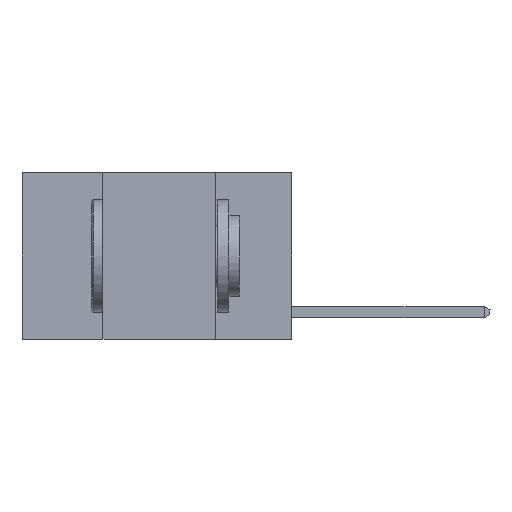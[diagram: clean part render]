
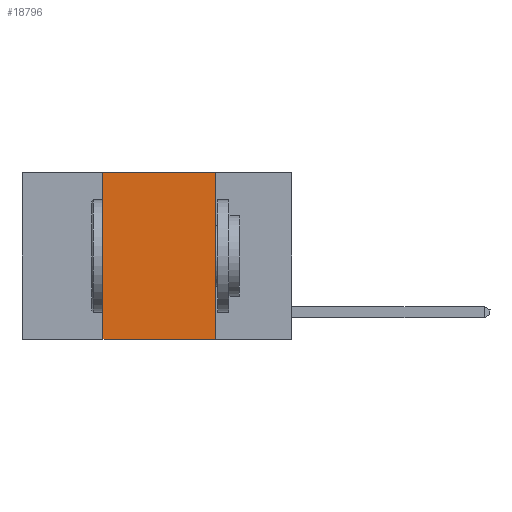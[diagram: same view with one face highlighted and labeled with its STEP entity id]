
A CAD part, left-side view. The second image highlights one B-rep face of the part: STEP entity #18796.
In plain terms, the highlighted planar face has unit normal (-1, 0, 0).
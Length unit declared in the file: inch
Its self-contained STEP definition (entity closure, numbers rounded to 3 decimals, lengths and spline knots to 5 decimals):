
#2059 = EDGE_CURVE ( 'NONE', #10542, #12829, #7229, .T. ) ;
#2113 = DIRECTION ( 'NONE',  ( 1., 0., 0. ) ) ;
#2680 = CARTESIAN_POINT ( 'NONE',  ( 0., 0.17, -0.37 ) ) ;
#2728 = DIRECTION ( 'NONE',  ( 0., 0., 1. ) ) ;
#3183 = EDGE_CURVE ( 'NONE', #3206, #6394, #7544, .T. ) ;
#3206 = VERTEX_POINT ( 'NONE', #11374 ) ;
#3635 = VECTOR ( 'NONE', #14862, 39.37008 ) ;
#3675 = CARTESIAN_POINT ( 'NONE',  ( 0., 0.6, 0. ) ) ;
#3848 = CARTESIAN_POINT ( 'NONE',  ( 0., 0.6, -0.37 ) ) ;
#4010 = CARTESIAN_POINT ( 'NONE',  ( 0., 0.42, 0. ) ) ;
#4435 = LINE ( 'NONE', #3848, #11123 ) ;
#6394 = VERTEX_POINT ( 'NONE', #2680 ) ;
#6625 = FACE_OUTER_BOUND ( 'NONE', #10319, .T. ) ;
#7217 = ORIENTED_EDGE ( 'NONE', *, *, #3183, .F. ) ;
#7229 = LINE ( 'NONE', #13120, #14139 ) ;
#7264 = EDGE_CURVE ( 'NONE', #12829, #3206, #19095, .T. ) ;
#7363 = ORIENTED_EDGE ( 'NONE', *, *, #7264, .F. ) ;
#7544 = LINE ( 'NONE', #7643, #10079 ) ;
#7643 = CARTESIAN_POINT ( 'NONE',  ( 0., 0.17, 0. ) ) ;
#8157 = DIRECTION ( 'NONE',  ( 0., 0., -1. ) ) ;
#8462 = ORIENTED_EDGE ( 'NONE', *, *, #2059, .F. ) ;
#8747 = DIRECTION ( 'NONE',  ( 0., 0., -1. ) ) ;
#10079 = VECTOR ( 'NONE', #8747, 39.37008 ) ;
#10319 = EDGE_LOOP ( 'NONE', ( #7217, #7363, #8462, #13675 ) ) ;
#10542 = VERTEX_POINT ( 'NONE', #13401 ) ;
#11123 = VECTOR ( 'NONE', #16427, 39.37008 ) ;
#11374 = CARTESIAN_POINT ( 'NONE',  ( 0., 0.17, 0. ) ) ;
#12473 = EDGE_CURVE ( 'NONE', #10542, #6394, #4435, .T. ) ;
#12829 = VERTEX_POINT ( 'NONE', #4010 ) ;
#13120 = CARTESIAN_POINT ( 'NONE',  ( 0., 0.42, 0. ) ) ;
#13401 = CARTESIAN_POINT ( 'NONE',  ( 0., 0.42, -0.37 ) ) ;
#13675 = ORIENTED_EDGE ( 'NONE', *, *, #12473, .T. ) ;
#14139 = VECTOR ( 'NONE', #2728, 39.37008 ) ;
#14656 = AXIS2_PLACEMENT_3D ( 'NONE', #3675, #2113, #8157 ) ;
#14862 = DIRECTION ( 'NONE',  ( 0., -1., 0. ) ) ;
#14966 = CARTESIAN_POINT ( 'NONE',  ( 0., 0.6, 0. ) ) ;
#15605 = PLANE ( 'NONE',  #14656 ) ;
#16427 = DIRECTION ( 'NONE',  ( 0., -1., 0. ) ) ;
#18796 = ADVANCED_FACE ( 'NONE', ( #6625 ), #15605, .F. ) ;
#19095 = LINE ( 'NONE', #14966, #3635 ) ;
